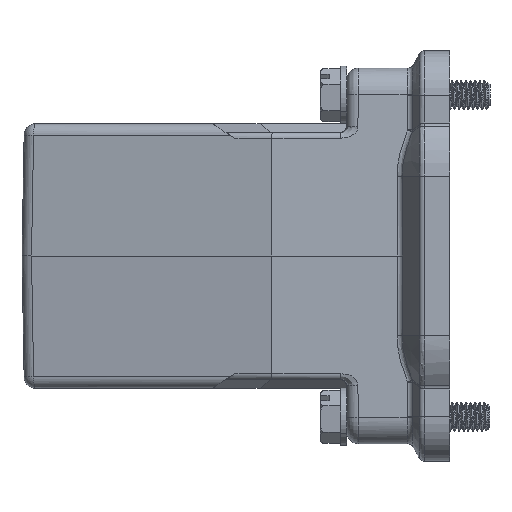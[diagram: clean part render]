
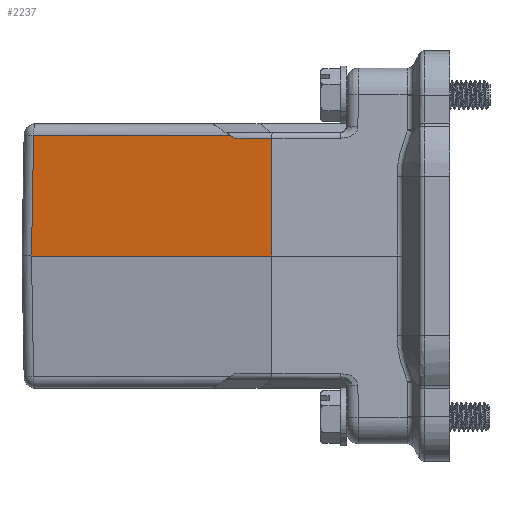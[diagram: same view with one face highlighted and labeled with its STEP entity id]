
A CAD part, left-side view. The second image highlights one B-rep face of the part: STEP entity #2237.
In plain terms, the highlighted planar face has unit normal (-0.985, 0.174, 0.018).
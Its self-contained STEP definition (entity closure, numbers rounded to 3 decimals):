
#1365=PLANE('',#15222);
#2237=ADVANCED_FACE('',(#3359),#1365,.F.);
#3359=FACE_OUTER_BOUND('',#4231,.T.);
#4231=EDGE_LOOP('',(#8029,#8030,#8031,#8032,#8033,#8034));
#8029=ORIENTED_EDGE('',*,*,#12044,.T.);
#8030=ORIENTED_EDGE('',*,*,#12041,.F.);
#8031=ORIENTED_EDGE('',*,*,#12023,.F.);
#8032=ORIENTED_EDGE('',*,*,#12078,.F.);
#8033=ORIENTED_EDGE('',*,*,#12072,.T.);
#8034=ORIENTED_EDGE('',*,*,#12076,.F.);
#10104=VERTEX_POINT('',#40338);
#10106=VERTEX_POINT('',#40345);
#10112=VERTEX_POINT('',#40383);
#10114=VERTEX_POINT('',#40400);
#10126=VERTEX_POINT('',#40641);
#10127=VERTEX_POINT('',#40643);
#12023=EDGE_CURVE('',#10106,#10104,#13043,.T.);
#12041=EDGE_CURVE('',#10104,#10112,#13052,.T.);
#12044=EDGE_CURVE('',#10114,#10112,#13054,.T.);
#12072=EDGE_CURVE('',#10127,#10126,#13067,.T.);
#12076=EDGE_CURVE('',#10114,#10126,#13070,.T.);
#12078=EDGE_CURVE('',#10127,#10106,#13072,.T.);
#13043=LINE('',#40346,#13952);
#13052=LINE('',#40382,#13961);
#13054=LINE('',#40399,#13963);
#13067=LINE('',#40642,#13976);
#13070=LINE('',#40655,#13979);
#13072=LINE('',#40658,#13981);
#13952=VECTOR('',#17759,1.);
#13961=VECTOR('',#17804,1.);
#13963=VECTOR('',#17808,1.);
#13976=VECTOR('',#17853,1.);
#13979=VECTOR('',#17860,1.);
#13981=VECTOR('',#17864,1.);
#15222=AXIS2_PLACEMENT_3D('',#40659,#17865,#17866);
#17759=DIRECTION('',(0.015,-0.017,1.));
#17804=DIRECTION('',(-0.174,-0.985,0.));
#17808=DIRECTION('',(0.159,0.854,0.495));
#17853=DIRECTION('',(0.017,-0.002,1.));
#17860=DIRECTION('',(-0.174,-0.985,0.));
#17864=DIRECTION('',(0.174,0.985,0.));
#17865=DIRECTION('',(0.985,-0.174,-0.017));
#17866=DIRECTION('',(-0.174,-0.985,0.));
#40338=CARTESIAN_POINT('',(-3.594,120.643,77.763));
#40345=CARTESIAN_POINT('',(-3.902,121.01,56.728));
#40346=CARTESIAN_POINT('',(-3.902,121.01,56.728));
#40382=CARTESIAN_POINT('',(-3.594,120.643,77.763));
#40383=CARTESIAN_POINT('',(-9.613,86.506,77.763));
#40399=CARTESIAN_POINT('',(-9.78,85.613,77.245));
#40400=CARTESIAN_POINT('',(-9.78,85.613,77.245));
#40641=CARTESIAN_POINT('',(-10.914,79.182,77.245));
#40642=CARTESIAN_POINT('',(-11.272,79.214,56.728));
#40643=CARTESIAN_POINT('',(-11.272,79.214,56.728));
#40655=CARTESIAN_POINT('',(-9.78,85.613,77.245));
#40658=CARTESIAN_POINT('',(-11.272,79.214,56.728));
#40659=CARTESIAN_POINT('',(-11.272,79.214,56.728));
